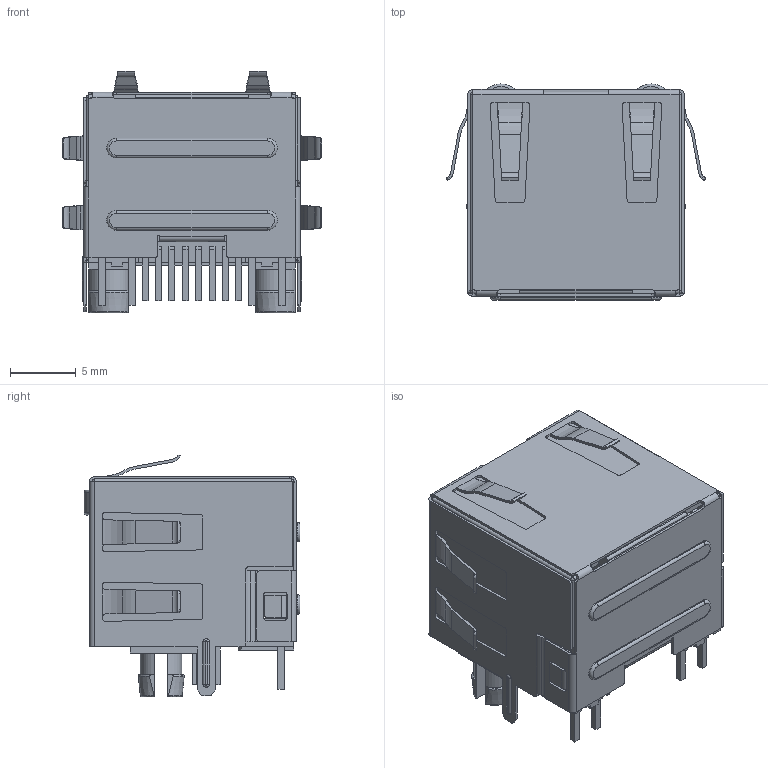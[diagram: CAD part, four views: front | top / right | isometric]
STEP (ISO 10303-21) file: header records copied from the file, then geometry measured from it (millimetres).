
FILE_DESCRIPTION(/* description */ ('Unknown'),/* implementation_level */ '2;1');
FILE_NAME(/* name */ 'J_Wurth_WR-MJ_615008137421',/* time_stamp */ '2025-06-24T13:32:20+08:00',/* author */ ('Unknown'),/* organization */ ('Unknown'),/* preprocessor_version */ 'ST-DEVELOPER v19.4',/* originating_system */ 'Solid Edge',/* authorisation */ 'Unknown');
FILE_SCHEMA (('AUTOMOTIVE_DESIGN {1 0 10303 214 3 1 1}'));
Length unit declared in the file: millimetre
Products named in the file (2): J_Wurth_WR-MJ_615008137421
Assembly tree (1 placements, depth 2):
  J_Wurth_WR-MJ_615008137421
    J_Wurth_WR-MJ_615008137421
Bounding box: 19.75 x 16.45 x 18.44 mm (x, y, z)
Volume: 1846.7 mm3; surface area: 5605.8 mm2
Topology: 14 solids, 14 shells, 1195 faces, 3319 edges, 2136 vertices
Faces by surface type: plane 752, cylinder 393, torus 28, sphere 14, cone 4, bspline 4
Entity records: 39808 total; most frequent: CARTESIAN_POINT 7040, ORIENTED_EDGE 6610, DIRECTION 6397, EDGE_CURVE 3305, LINE 2443, VECTOR 2443, VERTEX_POINT 2138, AXIS2_PLACEMENT_3D 1977
